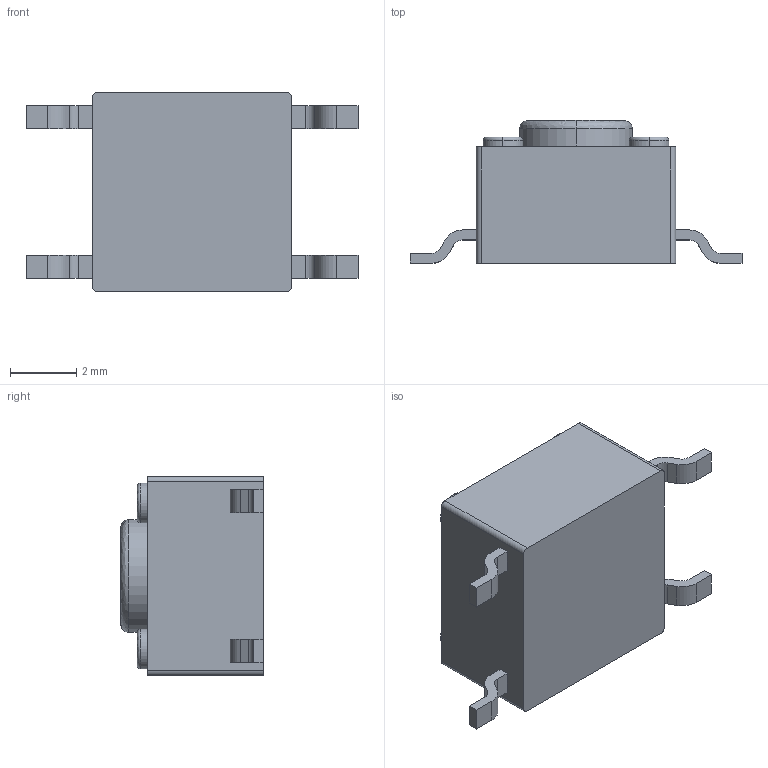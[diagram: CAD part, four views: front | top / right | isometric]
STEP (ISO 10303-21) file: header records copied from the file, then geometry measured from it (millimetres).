
FILE_DESCRIPTION (( 'STEP AP214' ), '1' );
FILE_NAME ('1301.9314.STEP', '2023-11-07T16:21:21', ( '' ), ( '' ), 'SwSTEP 2.0', 'SolidWorks 2023', '' );
FILE_SCHEMA (( 'AUTOMOTIVE_DESIGN' ));
Length unit declared in the file: inch
Products named in the file (1): 1301.9314
Bounding box: 10 x 4.3 x 6 mm (x, y, z)
Volume: 136.3 mm3; surface area: 184.8 mm2
Topology: 1 solids, 1 shells, 87 faces, 218 edges, 142 vertices
Faces by surface type: plane 47, cylinder 30, bspline 10
Entity records: 2921 total; most frequent: CARTESIAN_POINT 628, ORIENTED_EDGE 436, DIRECTION 434, EDGE_CURVE 218, AXIS2_PLACEMENT_3D 148, VERTEX_POINT 142, LINE 138, VECTOR 138
